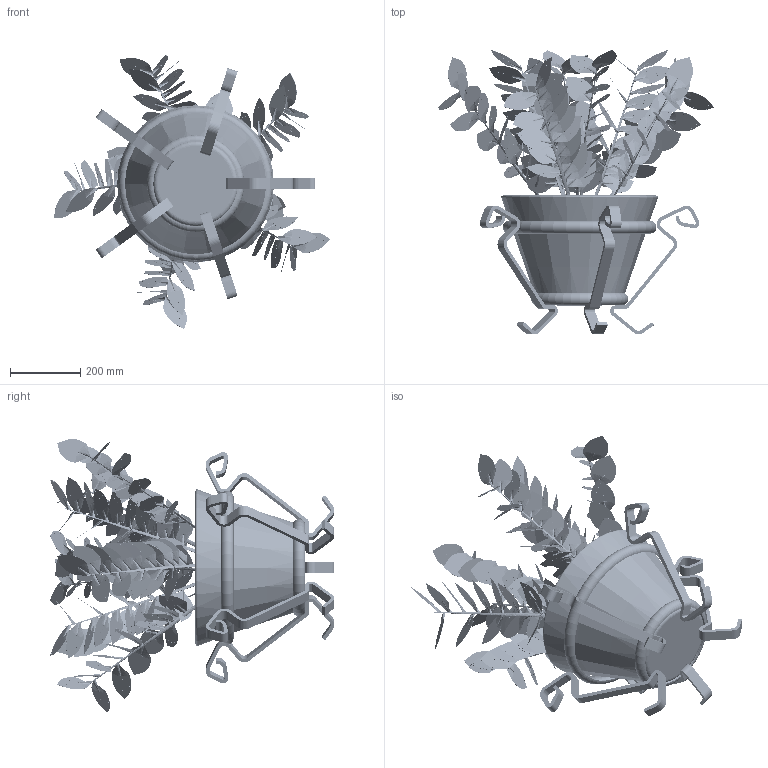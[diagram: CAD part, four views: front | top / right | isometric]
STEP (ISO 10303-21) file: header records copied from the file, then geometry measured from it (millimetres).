
FILE_DESCRIPTION(('STEP AP203'), '1');
FILE_NAME('Office plant Zamiokulkas', '', ('UNSPECIFIED'), ('UNSPECIFIED'), 'ASCON STEP Converter 1.3', 'ASCON Math Kernel', '');
FILE_SCHEMA(('CONFIG_CONTROL_DESIGN'));
Length unit declared in the file: millimetre
Assembly tree (36 placements, depth 4):
  (unnamed)
    (unnamed)
      (unnamed)
        (unnamed)
        (unnamed)  x5
      (unnamed)
    (unnamed)  x9
      (unnamed)
      (unnamed)
    (unnamed)
Bounding box: 784.99 x 807.17 x 778.22 mm (x, y, z)
Volume: 31123573.7 mm3; surface area: 3466683.1 mm2
Topology: 162 solids, 162 shells, 15672 faces, 44168 edges, 28816 vertices
Faces by surface type: extrusion 6336, plane 6195, bspline 3033, cylinder 94, torus 10, cone 4
Full cylindrical faces by diameter (mm): 240 x2, 400.796 x2
Entity records: 10714 total; most frequent: CARTESIAN_POINT 4096, ORIENTED_EDGE 894, DIRECTION 697, EDGE_CURVE 447, VERTEX_POINT 301, VECTOR 293, LINE 249, AXIS2_PLACEMENT_3D 202
